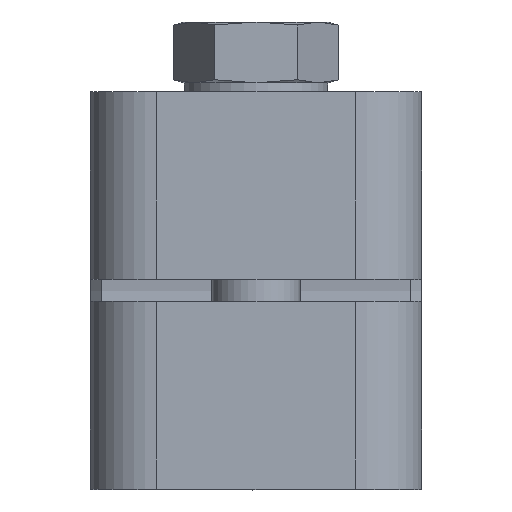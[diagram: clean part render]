
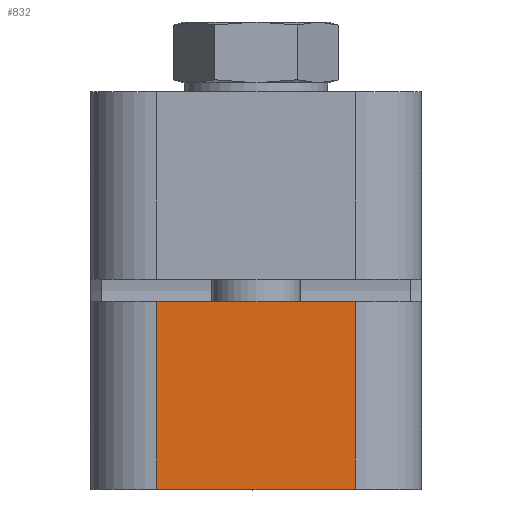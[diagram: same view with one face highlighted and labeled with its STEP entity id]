
A CAD part, top view. The second image highlights one B-rep face of the part: STEP entity #832.
In plain terms, the highlighted planar face has unit normal (0, 0, 1).
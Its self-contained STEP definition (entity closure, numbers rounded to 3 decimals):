
#727=CARTESIAN_POINT('',(9.,-18.,148.0));
#728=VERTEX_POINT('',#727);
#736=CARTESIAN_POINT('',(-9.,-18.0,148.0));
#737=VERTEX_POINT('',#736);
#738=CARTESIAN_POINT('',(9.,-18.,148.0));
#739=DIRECTION('',(-1.0,0.0,0.0));
#740=VECTOR('',#739,18.0);
#741=LINE('',#738,#740);
#742=EDGE_CURVE('',#728,#737,#741,.T.);
#791=CARTESIAN_POINT('',(9.,-1.0,148.0));
#792=VERTEX_POINT('',#791);
#800=CARTESIAN_POINT('',(9.,-1.0,148.0));
#801=DIRECTION('',(0.0,-1.0,0.0));
#802=VECTOR('',#801,17.);
#803=LINE('',#800,#802);
#804=EDGE_CURVE('',#792,#728,#803,.T.);
#809=CARTESIAN_POINT('',(0.,0.,148.0));
#810=DIRECTION('',(0.0,0.0,1.0));
#811=DIRECTION('',(1.0,0.0,0.0));
#812=AXIS2_PLACEMENT_3D('',#809,#810,#811);
#813=PLANE('',#812);
#814=ORIENTED_EDGE('',*,*,#804,.F.);
#815=CARTESIAN_POINT('',(-9.0,-1.,148.0));
#816=VERTEX_POINT('',#815);
#817=CARTESIAN_POINT('',(9.0,-1.0,148.0));
#818=DIRECTION('',(-1.0,0.0,0.0));
#819=VECTOR('',#818,18.0);
#820=LINE('',#817,#819);
#821=EDGE_CURVE('',#792,#816,#820,.T.);
#822=ORIENTED_EDGE('',*,*,#821,.T.);
#823=CARTESIAN_POINT('',(-9.,-18.0,148.0));
#824=DIRECTION('',(0.0,1.0,0.0));
#825=VECTOR('',#824,17.);
#826=LINE('',#823,#825);
#827=EDGE_CURVE('',#737,#816,#826,.T.);
#828=ORIENTED_EDGE('',*,*,#827,.F.);
#829=ORIENTED_EDGE('',*,*,#742,.F.);
#830=EDGE_LOOP('',(#814,#822,#828,#829));
#831=FACE_OUTER_BOUND('',#830,.T.);
#832=ADVANCED_FACE('',(#831),#813,.T.);
